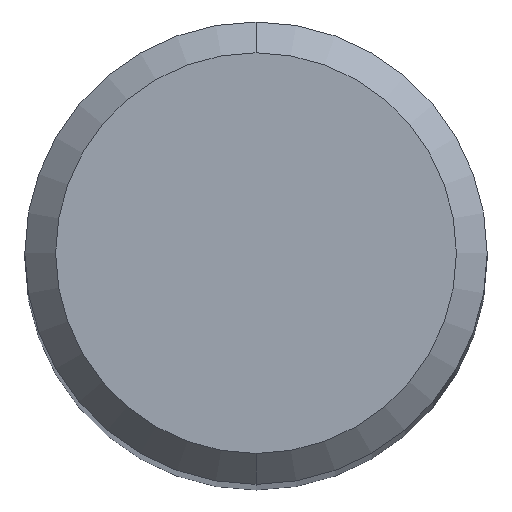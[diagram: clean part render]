
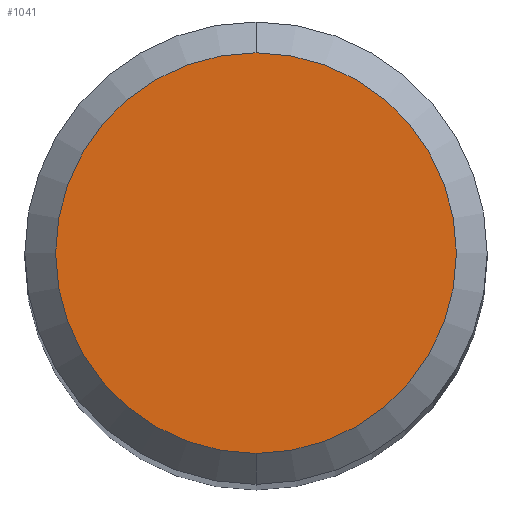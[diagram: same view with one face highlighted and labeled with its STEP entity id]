
A CAD part, top view. The second image highlights one B-rep face of the part: STEP entity #1041.
In plain terms, the highlighted planar face has unit normal (0, 0, 1).
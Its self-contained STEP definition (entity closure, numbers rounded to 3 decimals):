
#559=VERTEX_POINT('',#1589);
#799=VERTEX_POINT('',#1853);
#1039=EDGE_CURVE('',#559,#799,#2113,.T.);
#1041=ADVANCED_FACE('',(#2115),#2116,.T.);
#1119=EDGE_CURVE('',#799,#559,#2204,.T.);
#1589=CARTESIAN_POINT('',(0.,-2.6,0.0));
#1853=CARTESIAN_POINT('',(0.0,2.6,0.0));
#2113=CIRCLE('',#7460,2.6);
#2115=FACE_OUTER_BOUND('',#7462,.T.);
#2116=PLANE('',#7463);
#2204=CIRCLE('',#7956,2.6);
#7460=AXIS2_PLACEMENT_3D('',#11364,#11365,#11366);
#7462=EDGE_LOOP('',(#11368,#11369));
#7463=AXIS2_PLACEMENT_3D('',#11370,#11371,#11372);
#7956=AXIS2_PLACEMENT_3D('',#11463,#11464,#11465);
#11364=CARTESIAN_POINT('',(0.0,0.0,0.0));
#11365=DIRECTION('',(0.0,0.0,-1.0));
#11366=DIRECTION('',(0.0,1.0,0.0));
#11368=ORIENTED_EDGE('',*,*,#1119,.F.);
#11369=ORIENTED_EDGE('',*,*,#1039,.F.);
#11370=CARTESIAN_POINT('',(0.0,1.3,0.0));
#11371=DIRECTION('',(-0.0,0.0,1.0));
#11372=DIRECTION('',(0.0,-1.0,0.0));
#11463=CARTESIAN_POINT('',(0.0,0.0,0.0));
#11464=DIRECTION('',(0.0,0.0,-1.0));
#11465=DIRECTION('',(0.0,1.0,0.0));
